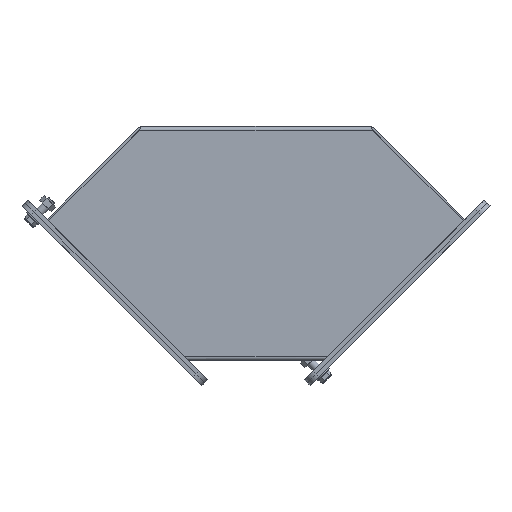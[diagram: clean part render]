
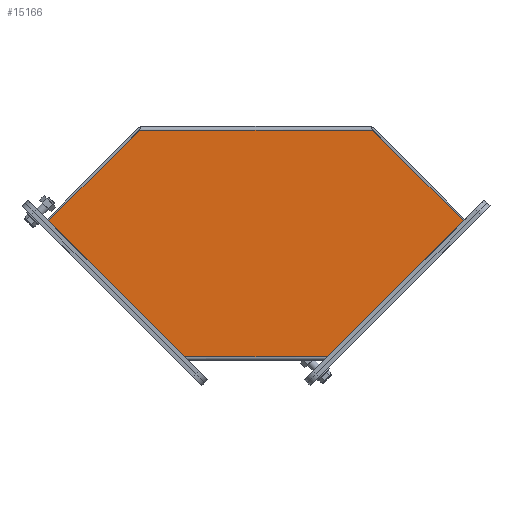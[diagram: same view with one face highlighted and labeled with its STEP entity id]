
A CAD part, front view. The second image highlights one B-rep face of the part: STEP entity #15166.
In plain terms, the highlighted planar face has unit normal (0, -1, 0).
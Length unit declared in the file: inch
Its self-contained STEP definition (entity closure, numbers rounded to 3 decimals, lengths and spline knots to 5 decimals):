
#109 = DIRECTION ( 'NONE',  ( 0., -1., 0. ) ) ;
#175 = DIRECTION ( 'NONE',  ( 0.707, 0., 0.707 ) ) ;
#514 = ORIENTED_EDGE ( 'NONE', *, *, #8130, .T. ) ;
#1327 = EDGE_CURVE ( 'NONE', #12481, #9142, #6299, .T. ) ;
#1450 = CARTESIAN_POINT ( 'NONE',  ( -3.462, -3., 6.954 ) ) ;
#1955 = DIRECTION ( 'NONE',  ( 0.707, 0., -0.707 ) ) ;
#2394 = CARTESIAN_POINT ( 'NONE',  ( 2.033, -3., 0. ) ) ;
#3246 = EDGE_CURVE ( 'NONE', #7874, #12481, #4739, .T. ) ;
#3757 = DIRECTION ( 'NONE',  ( 0., 0., -1. ) ) ;
#3829 = CARTESIAN_POINT ( 'NONE',  ( -6.2245, -3., 4.1915 ) ) ;
#4347 = CARTESIAN_POINT ( 'NONE',  ( 2.141, -3., 0.108 ) ) ;
#4739 = LINE ( 'NONE', #16089, #8910 ) ;
#4799 = CARTESIAN_POINT ( 'NONE',  ( -3.498, -3., 6.918 ) ) ;
#5311 = DIRECTION ( 'NONE',  ( -1., 0., 0. ) ) ;
#5863 = CARTESIAN_POINT ( 'NONE',  ( 6.2245, -3., 4.1915 ) ) ;
#6299 = LINE ( 'NONE', #2394, #8872 ) ;
#6558 = CARTESIAN_POINT ( 'NONE',  ( -6.2245, -3., 6.954 ) ) ;
#6645 = VERTEX_POINT ( 'NONE', #3829 ) ;
#6851 = EDGE_CURVE ( 'NONE', #13310, #9142, #8815, .T. ) ;
#7439 = ORIENTED_EDGE ( 'NONE', *, *, #3246, .F. ) ;
#7492 = FACE_OUTER_BOUND ( 'NONE', #10795, .T. ) ;
#7874 = VERTEX_POINT ( 'NONE', #10926 ) ;
#7941 = LINE ( 'NONE', #13349, #11398 ) ;
#8130 = EDGE_CURVE ( 'NONE', #7874, #13454, #7941, .T. ) ;
#8815 = LINE ( 'NONE', #12780, #15707 ) ;
#8845 = PLANE ( 'NONE',  #16486 ) ;
#8872 = VECTOR ( 'NONE', #15098, 39.37008 ) ;
#8910 = VECTOR ( 'NONE', #1955, 39.37008 ) ;
#9142 = VERTEX_POINT ( 'NONE', #4347 ) ;
#9561 = ORIENTED_EDGE ( 'NONE', *, *, #15666, .F. ) ;
#9866 = VECTOR ( 'NONE', #12848, 39.37008 ) ;
#10209 = ORIENTED_EDGE ( 'NONE', *, *, #1327, .F. ) ;
#10243 = CARTESIAN_POINT ( 'NONE',  ( -6.2245, -3., 4.1915 ) ) ;
#10408 = LINE ( 'NONE', #10243, #9866 ) ;
#10488 = CARTESIAN_POINT ( 'NONE',  ( -2.141, -3., 0.108 ) ) ;
#10795 = EDGE_LOOP ( 'NONE', ( #13532, #10209, #7439, #514, #9561, #15059 ) ) ;
#10926 = CARTESIAN_POINT ( 'NONE',  ( 3.498, -3., 6.918 ) ) ;
#11398 = VECTOR ( 'NONE', #5311, 39.37008 ) ;
#11606 = DIRECTION ( 'NONE',  ( 1., 0., 0. ) ) ;
#11863 = VECTOR ( 'NONE', #175, 39.37008 ) ;
#12481 = VERTEX_POINT ( 'NONE', #5863 ) ;
#12780 = CARTESIAN_POINT ( 'NONE',  ( -6.2245, -3., 0.108 ) ) ;
#12848 = DIRECTION ( 'NONE',  ( -0.707, 0., 0.707 ) ) ;
#13112 = EDGE_CURVE ( 'NONE', #13310, #6645, #10408, .T. ) ;
#13310 = VERTEX_POINT ( 'NONE', #10488 ) ;
#13349 = CARTESIAN_POINT ( 'NONE',  ( -6.2245, -3., 6.918 ) ) ;
#13454 = VERTEX_POINT ( 'NONE', #4799 ) ;
#13532 = ORIENTED_EDGE ( 'NONE', *, *, #6851, .T. ) ;
#14396 = LINE ( 'NONE', #1450, #11863 ) ;
#15059 = ORIENTED_EDGE ( 'NONE', *, *, #13112, .F. ) ;
#15098 = DIRECTION ( 'NONE',  ( -0.707, 0., -0.707 ) ) ;
#15166 = ADVANCED_FACE ( 'NONE', ( #7492 ), #8845, .T. ) ;
#15666 = EDGE_CURVE ( 'NONE', #6645, #13454, #14396, .T. ) ;
#15707 = VECTOR ( 'NONE', #11606, 39.37008 ) ;
#16089 = CARTESIAN_POINT ( 'NONE',  ( 6.2245, -3., 4.1915 ) ) ;
#16486 = AXIS2_PLACEMENT_3D ( 'NONE', #6558, #109, #3757 ) ;
